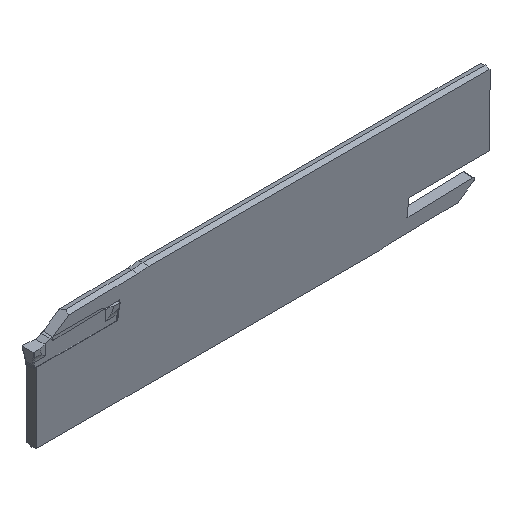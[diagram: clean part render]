
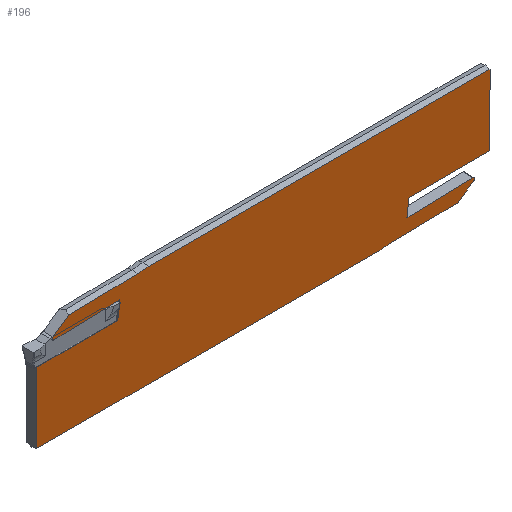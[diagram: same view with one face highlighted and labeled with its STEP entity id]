
A CAD part, isometric view. The second image highlights one B-rep face of the part: STEP entity #196.
In plain terms, the highlighted planar face has unit normal (0, -1, 0).
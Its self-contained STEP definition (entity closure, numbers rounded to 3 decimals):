
#136=CIRCLE('',#1517,25.321);
#137=CIRCLE('',#1518,0.4);
#138=CIRCLE('',#1519,25.321);
#139=CIRCLE('',#1520,0.4);
#196=ADVANCED_FACE('',(#312),#242,.F.);
#242=PLANE('',#1521);
#312=FACE_OUTER_BOUND('',#388,.T.);
#388=EDGE_LOOP('',(#914,#915,#916,#917,#918,#919,#920,#921,#922,#923,#924,
#925,#926,#927,#928,#929,#930,#931));
#474=LINE('',#2356,#592);
#475=LINE('',#2359,#593);
#476=LINE('',#2361,#594);
#477=LINE('',#2363,#595);
#478=LINE('',#2367,#596);
#479=LINE('',#2369,#597);
#480=LINE('',#2373,#598);
#481=LINE('',#2375,#599);
#482=LINE('',#2377,#600);
#483=LINE('',#2379,#601);
#484=LINE('',#2381,#602);
#485=LINE('',#2385,#603);
#486=LINE('',#2387,#604);
#487=LINE('',#2391,#605);
#592=VECTOR('',#1823,1.);
#593=VECTOR('',#1824,1.);
#594=VECTOR('',#1825,1.);
#595=VECTOR('',#1826,1.);
#596=VECTOR('',#1829,1.);
#597=VECTOR('',#1830,1.);
#598=VECTOR('',#1833,1.);
#599=VECTOR('',#1834,1.);
#600=VECTOR('',#1835,1.);
#601=VECTOR('',#1836,1.);
#602=VECTOR('',#1837,1.);
#603=VECTOR('',#1840,1.);
#604=VECTOR('',#1841,1.);
#605=VECTOR('',#1844,1.);
#914=ORIENTED_EDGE('',*,*,#1310,.T.);
#915=ORIENTED_EDGE('',*,*,#1311,.T.);
#916=ORIENTED_EDGE('',*,*,#1312,.F.);
#917=ORIENTED_EDGE('',*,*,#1313,.T.);
#918=ORIENTED_EDGE('',*,*,#1314,.F.);
#919=ORIENTED_EDGE('',*,*,#1315,.T.);
#920=ORIENTED_EDGE('',*,*,#1316,.T.);
#921=ORIENTED_EDGE('',*,*,#1317,.T.);
#922=ORIENTED_EDGE('',*,*,#1318,.T.);
#923=ORIENTED_EDGE('',*,*,#1319,.T.);
#924=ORIENTED_EDGE('',*,*,#1320,.T.);
#925=ORIENTED_EDGE('',*,*,#1321,.T.);
#926=ORIENTED_EDGE('',*,*,#1322,.F.);
#927=ORIENTED_EDGE('',*,*,#1323,.F.);
#928=ORIENTED_EDGE('',*,*,#1324,.T.);
#929=ORIENTED_EDGE('',*,*,#1325,.T.);
#930=ORIENTED_EDGE('',*,*,#1326,.T.);
#931=ORIENTED_EDGE('',*,*,#1327,.T.);
#1134=VERTEX_POINT('',#2357);
#1135=VERTEX_POINT('',#2358);
#1136=VERTEX_POINT('',#2360);
#1137=VERTEX_POINT('',#2362);
#1138=VERTEX_POINT('',#2364);
#1139=VERTEX_POINT('',#2366);
#1140=VERTEX_POINT('',#2368);
#1141=VERTEX_POINT('',#2370);
#1142=VERTEX_POINT('',#2372);
#1143=VERTEX_POINT('',#2374);
#1144=VERTEX_POINT('',#2376);
#1145=VERTEX_POINT('',#2378);
#1146=VERTEX_POINT('',#2380);
#1147=VERTEX_POINT('',#2382);
#1148=VERTEX_POINT('',#2384);
#1149=VERTEX_POINT('',#2386);
#1150=VERTEX_POINT('',#2388);
#1151=VERTEX_POINT('',#2390);
#1310=EDGE_CURVE('',#1134,#1135,#474,.T.);
#1311=EDGE_CURVE('',#1135,#1136,#475,.T.);
#1312=EDGE_CURVE('',#1137,#1136,#476,.T.);
#1313=EDGE_CURVE('',#1137,#1138,#477,.T.);
#1314=EDGE_CURVE('',#1139,#1138,#136,.T.);
#1315=EDGE_CURVE('',#1139,#1140,#478,.T.);
#1316=EDGE_CURVE('',#1140,#1141,#479,.T.);
#1317=EDGE_CURVE('',#1141,#1142,#137,.T.);
#1318=EDGE_CURVE('',#1142,#1143,#480,.T.);
#1319=EDGE_CURVE('',#1143,#1144,#481,.T.);
#1320=EDGE_CURVE('',#1144,#1145,#482,.T.);
#1321=EDGE_CURVE('',#1145,#1146,#483,.T.);
#1322=EDGE_CURVE('',#1147,#1146,#484,.T.);
#1323=EDGE_CURVE('',#1148,#1147,#138,.T.);
#1324=EDGE_CURVE('',#1148,#1149,#485,.T.);
#1325=EDGE_CURVE('',#1149,#1150,#486,.T.);
#1326=EDGE_CURVE('',#1150,#1151,#139,.T.);
#1327=EDGE_CURVE('',#1151,#1134,#487,.T.);
#1517=AXIS2_PLACEMENT_3D('',#2365,#1827,#1828);
#1518=AXIS2_PLACEMENT_3D('',#2371,#1831,#1832);
#1519=AXIS2_PLACEMENT_3D('',#2383,#1838,#1839);
#1520=AXIS2_PLACEMENT_3D('',#2389,#1842,#1843);
#1521=AXIS2_PLACEMENT_3D('',#2392,#1845,#1846);
#1823=DIRECTION('',(0.122,0.,0.993));
#1824=DIRECTION('',(1.,0.,0.));
#1825=DIRECTION('',(0.,0.,-1.));
#1826=DIRECTION('',(-1.,0.,0.));
#1827=DIRECTION('',(0.,-1.,0.));
#1828=DIRECTION('',(0.,0.,-1.));
#1829=DIRECTION('',(-1.,0.,-0.023));
#1830=DIRECTION('',(-0.819,0.,-0.574));
#1831=DIRECTION('',(0.,-1.,0.));
#1832=DIRECTION('',(0.,0.,1.));
#1833=DIRECTION('',(1.,0.,0.026));
#1834=DIRECTION('',(-0.122,0.,-0.993));
#1835=DIRECTION('',(-1.,0.,0.));
#1836=DIRECTION('',(0.,0.,-1.));
#1837=DIRECTION('',(-1.,0.,0.));
#1838=DIRECTION('',(0.,-1.,0.));
#1839=DIRECTION('',(0.,0.,-1.));
#1840=DIRECTION('',(1.,0.,0.023));
#1841=DIRECTION('',(0.819,0.,0.574));
#1842=DIRECTION('',(0.,-1.,0.));
#1843=DIRECTION('',(0.,0.,1.));
#1844=DIRECTION('',(-1.,0.,-0.026));
#1845=DIRECTION('',(0.,1.,0.));
#1846=DIRECTION('',(0.,0.,1.));
#2356=CARTESIAN_POINT('',(92.709,-0.1,6.08));
#2357=CARTESIAN_POINT('',(89.851,-0.1,-17.198));
#2358=CARTESIAN_POINT('',(90.346,-0.1,-13.17));
#2359=CARTESIAN_POINT('',(110.,-0.1,-13.17));
#2360=CARTESIAN_POINT('',(110.,-0.1,-13.17));
#2361=CARTESIAN_POINT('',(110.,-0.1,3.957));
#2362=CARTESIAN_POINT('',(110.,-0.1,3.957));
#2363=CARTESIAN_POINT('',(110.,-0.1,3.957));
#2364=CARTESIAN_POINT('',(27.02,-0.1,3.957));
#2365=CARTESIAN_POINT('',(23.794,-0.1,29.072));
#2366=CARTESIAN_POINT('',(24.361,-0.1,3.757));
#2367=CARTESIAN_POINT('',(24.361,-0.1,3.757));
#2368=CARTESIAN_POINT('',(7.739,-0.1,3.38));
#2369=CARTESIAN_POINT('',(76.629,-0.1,51.616));
#2370=CARTESIAN_POINT('',(3.923,-0.1,0.707));
#2371=CARTESIAN_POINT('',(4.152,-0.1,0.379));
#2372=CARTESIAN_POINT('',(4.162,-0.1,-0.02));
#2373=CARTESIAN_POINT('',(110.032,-0.1,2.752));
#2374=CARTESIAN_POINT('',(20.149,-0.1,0.398));
#2375=CARTESIAN_POINT('',(21.914,-0.1,14.773));
#2376=CARTESIAN_POINT('',(19.654,-0.1,-3.63));
#2377=CARTESIAN_POINT('',(110.,-0.1,-3.63));
#2378=CARTESIAN_POINT('',(0.,-0.1,-3.63));
#2379=CARTESIAN_POINT('',(0.,-0.1,3.957));
#2380=CARTESIAN_POINT('',(0.,-0.1,-20.757));
#2381=CARTESIAN_POINT('',(110.,-0.1,-20.757));
#2382=CARTESIAN_POINT('',(82.98,-0.1,-20.757));
#2383=CARTESIAN_POINT('',(86.206,-0.1,-45.872));
#2384=CARTESIAN_POINT('',(85.639,-0.1,-20.557));
#2385=CARTESIAN_POINT('',(85.639,-0.1,-20.557));
#2386=CARTESIAN_POINT('',(102.261,-0.1,-20.18));
#2387=CARTESIAN_POINT('',(118.794,-0.1,-8.603));
#2388=CARTESIAN_POINT('',(106.077,-0.1,-17.507));
#2389=CARTESIAN_POINT('',(105.848,-0.1,-17.179));
#2390=CARTESIAN_POINT('',(105.838,-0.1,-16.78));
#2391=CARTESIAN_POINT('',(110.54,-0.1,-16.656));
#2392=CARTESIAN_POINT('',(110.,-0.1,3.957));
